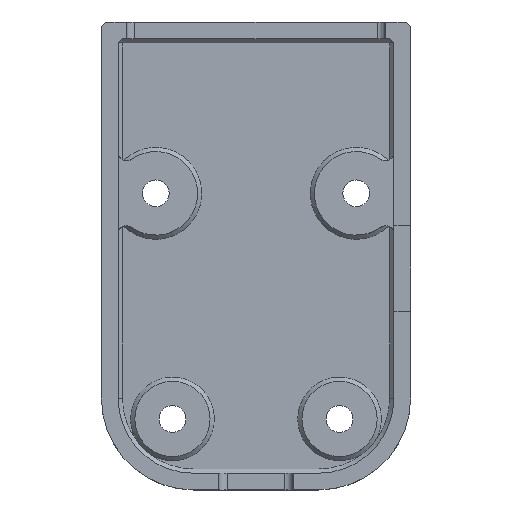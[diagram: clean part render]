
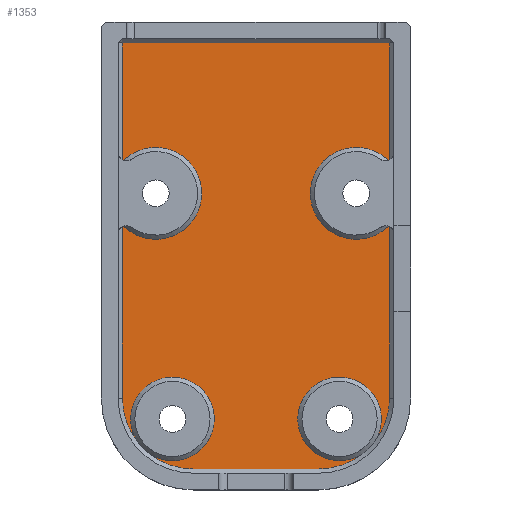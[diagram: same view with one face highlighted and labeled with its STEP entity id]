
A CAD part, top view. The second image highlights one B-rep face of the part: STEP entity #1353.
In plain terms, the highlighted planar face has unit normal (0, 0, 1).
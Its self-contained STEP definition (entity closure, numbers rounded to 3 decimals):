
#27=PLANE('',#1462);
#101=FACE_OUTER_BOUND('',#183,.T.);
#183=EDGE_LOOP('',(#947,#948,#949,#950,#951,#952,#953,#954,#955,#956,#957,
#958,#959,#960,#961,#962,#963,#964,#965,#966));
#280=LINE('',#2101,#408);
#281=LINE('',#2103,#409);
#282=LINE('',#2104,#410);
#283=LINE('',#2110,#411);
#284=LINE('',#2120,#412);
#285=LINE('',#2130,#413);
#408=VECTOR('',#1644,10.);
#409=VECTOR('',#1645,10.);
#410=VECTOR('',#1646,10.);
#411=VECTOR('',#1651,10.);
#412=VECTOR('',#1660,10.);
#413=VECTOR('',#1669,10.);
#532=CIRCLE('',#1452,1.);
#535=CIRCLE('',#1457,5.5);
#537=CIRCLE('',#1461,1.);
#538=CIRCLE('',#1463,5.5);
#539=CIRCLE('',#1464,1.);
#540=CIRCLE('',#1465,8.5);
#541=CIRCLE('',#1466,5.);
#542=CIRCLE('',#1467,5.);
#543=CIRCLE('',#1468,8.5);
#544=CIRCLE('',#1469,8.5);
#545=CIRCLE('',#1470,5.);
#546=CIRCLE('',#1471,5.);
#547=CIRCLE('',#1472,8.5);
#548=CIRCLE('',#1473,1.);
#600=VERTEX_POINT('',#2044);
#604=VERTEX_POINT('',#2059);
#607=VERTEX_POINT('',#2069);
#609=VERTEX_POINT('',#2081);
#613=VERTEX_POINT('',#2089);
#614=VERTEX_POINT('',#2100);
#615=VERTEX_POINT('',#2102);
#616=VERTEX_POINT('',#2105);
#617=VERTEX_POINT('',#2107);
#618=VERTEX_POINT('',#2109);
#619=VERTEX_POINT('',#2111);
#620=VERTEX_POINT('',#2113);
#621=VERTEX_POINT('',#2115);
#622=VERTEX_POINT('',#2117);
#623=VERTEX_POINT('',#2119);
#624=VERTEX_POINT('',#2121);
#625=VERTEX_POINT('',#2123);
#626=VERTEX_POINT('',#2125);
#627=VERTEX_POINT('',#2127);
#628=VERTEX_POINT('',#2129);
#730=EDGE_CURVE('',#600,#604,#532,.T.);
#734=EDGE_CURVE('',#600,#607,#535,.T.);
#741=EDGE_CURVE('',#609,#613,#537,.T.);
#742=EDGE_CURVE('',#614,#604,#280,.T.);
#743=EDGE_CURVE('',#615,#614,#281,.T.);
#744=EDGE_CURVE('',#609,#615,#282,.T.);
#745=EDGE_CURVE('',#616,#613,#538,.T.);
#746=EDGE_CURVE('',#616,#617,#539,.T.);
#747=EDGE_CURVE('',#618,#617,#283,.T.);
#748=EDGE_CURVE('',#619,#618,#540,.T.);
#749=EDGE_CURVE('',#620,#619,#541,.T.);
#750=EDGE_CURVE('',#621,#620,#542,.T.);
#751=EDGE_CURVE('',#622,#621,#543,.T.);
#752=EDGE_CURVE('',#623,#622,#284,.T.);
#753=EDGE_CURVE('',#624,#623,#544,.T.);
#754=EDGE_CURVE('',#625,#624,#545,.T.);
#755=EDGE_CURVE('',#626,#625,#546,.T.);
#756=EDGE_CURVE('',#627,#626,#547,.T.);
#757=EDGE_CURVE('',#628,#627,#285,.T.);
#758=EDGE_CURVE('',#628,#607,#548,.T.);
#947=ORIENTED_EDGE('',*,*,#730,.T.);
#948=ORIENTED_EDGE('',*,*,#742,.F.);
#949=ORIENTED_EDGE('',*,*,#743,.F.);
#950=ORIENTED_EDGE('',*,*,#744,.F.);
#951=ORIENTED_EDGE('',*,*,#741,.T.);
#952=ORIENTED_EDGE('',*,*,#745,.F.);
#953=ORIENTED_EDGE('',*,*,#746,.T.);
#954=ORIENTED_EDGE('',*,*,#747,.F.);
#955=ORIENTED_EDGE('',*,*,#748,.F.);
#956=ORIENTED_EDGE('',*,*,#749,.F.);
#957=ORIENTED_EDGE('',*,*,#750,.F.);
#958=ORIENTED_EDGE('',*,*,#751,.F.);
#959=ORIENTED_EDGE('',*,*,#752,.F.);
#960=ORIENTED_EDGE('',*,*,#753,.F.);
#961=ORIENTED_EDGE('',*,*,#754,.F.);
#962=ORIENTED_EDGE('',*,*,#755,.F.);
#963=ORIENTED_EDGE('',*,*,#756,.F.);
#964=ORIENTED_EDGE('',*,*,#757,.F.);
#965=ORIENTED_EDGE('',*,*,#758,.T.);
#966=ORIENTED_EDGE('',*,*,#734,.F.);
#1353=ADVANCED_FACE('',(#101),#27,.T.);
#1452=AXIS2_PLACEMENT_3D('',#2061,#1619,#1620);
#1457=AXIS2_PLACEMENT_3D('',#2070,#1630,#1631);
#1461=AXIS2_PLACEMENT_3D('',#2098,#1640,#1641);
#1462=AXIS2_PLACEMENT_3D('',#2099,#1642,#1643);
#1463=AXIS2_PLACEMENT_3D('',#2106,#1647,#1648);
#1464=AXIS2_PLACEMENT_3D('',#2108,#1649,#1650);
#1465=AXIS2_PLACEMENT_3D('',#2112,#1652,#1653);
#1466=AXIS2_PLACEMENT_3D('',#2114,#1654,#1655);
#1467=AXIS2_PLACEMENT_3D('',#2116,#1656,#1657);
#1468=AXIS2_PLACEMENT_3D('',#2118,#1658,#1659);
#1469=AXIS2_PLACEMENT_3D('',#2122,#1661,#1662);
#1470=AXIS2_PLACEMENT_3D('',#2124,#1663,#1664);
#1471=AXIS2_PLACEMENT_3D('',#2126,#1665,#1666);
#1472=AXIS2_PLACEMENT_3D('',#2128,#1667,#1668);
#1473=AXIS2_PLACEMENT_3D('',#2131,#1670,#1671);
#1619=DIRECTION('center_axis',(0.,0.,1.));
#1620=DIRECTION('ref_axis',(0.456,-0.89,0.));
#1630=DIRECTION('center_axis',(0.,0.,1.));
#1631=DIRECTION('ref_axis',(-1.,0.,0.));
#1640=DIRECTION('center_axis',(0.,0.,1.));
#1641=DIRECTION('ref_axis',(-0.456,-0.89,0.));
#1642=DIRECTION('center_axis',(0.,0.,1.));
#1643=DIRECTION('ref_axis',(1.,0.,0.));
#1644=DIRECTION('',(0.,-1.,0.));
#1645=DIRECTION('',(1.,0.,0.));
#1646=DIRECTION('',(0.,1.,0.));
#1647=DIRECTION('center_axis',(0.,0.,1.));
#1648=DIRECTION('ref_axis',(1.,0.,0.));
#1649=DIRECTION('center_axis',(0.,0.,1.));
#1650=DIRECTION('ref_axis',(-0.456,0.89,0.));
#1651=DIRECTION('',(0.,1.,0.));
#1652=DIRECTION('center_axis',(0.,0.,-1.));
#1653=DIRECTION('ref_axis',(-1.,0.,0.));
#1654=DIRECTION('center_axis',(0.,0.,1.));
#1655=DIRECTION('ref_axis',(1.,0.,0.));
#1656=DIRECTION('center_axis',(0.,0.,1.));
#1657=DIRECTION('ref_axis',(1.,0.,0.));
#1658=DIRECTION('center_axis',(0.,0.,-1.));
#1659=DIRECTION('ref_axis',(-1.,0.,0.));
#1660=DIRECTION('',(-1.,0.,0.));
#1661=DIRECTION('center_axis',(0.,0.,-1.));
#1662=DIRECTION('ref_axis',(0.,-1.,0.));
#1663=DIRECTION('center_axis',(0.,0.,1.));
#1664=DIRECTION('ref_axis',(1.,0.,0.));
#1665=DIRECTION('center_axis',(0.,0.,1.));
#1666=DIRECTION('ref_axis',(1.,0.,0.));
#1667=DIRECTION('center_axis',(0.,0.,-1.));
#1668=DIRECTION('ref_axis',(0.,-1.,0.));
#1669=DIRECTION('',(0.,-1.,0.));
#1670=DIRECTION('center_axis',(0.,0.,1.));
#1671=DIRECTION('ref_axis',(0.456,0.89,0.));
#2044=CARTESIAN_POINT('',(15.843,5.434,0.));
#2059=CARTESIAN_POINT('',(16.,5.507,0.));
#2061=CARTESIAN_POINT('Origin',(15.5,6.373,0.));
#2069=CARTESIAN_POINT('',(15.843,-2.434,0.));
#2070=CARTESIAN_POINT('Origin',(12.,1.5,0.));
#2081=CARTESIAN_POINT('',(-16.,5.507,0.));
#2089=CARTESIAN_POINT('',(-15.843,5.434,0.));
#2098=CARTESIAN_POINT('Origin',(-15.5,6.373,0.));
#2099=CARTESIAN_POINT('Origin',(0.,-6.,0.));
#2100=CARTESIAN_POINT('',(16.,19.5,0.));
#2101=CARTESIAN_POINT('',(16.,7.,0.));
#2102=CARTESIAN_POINT('',(-16.,19.5,0.));
#2103=CARTESIAN_POINT('',(-8.25,19.5,0.));
#2104=CARTESIAN_POINT('',(-16.,-14.5,0.));
#2105=CARTESIAN_POINT('',(-15.843,-2.434,0.));
#2106=CARTESIAN_POINT('Origin',(-12.,1.5,0.));
#2107=CARTESIAN_POINT('',(-16.,-2.507,0.));
#2108=CARTESIAN_POINT('Origin',(-15.5,-3.373,0.));
#2109=CARTESIAN_POINT('',(-16.,-23.,0.));
#2110=CARTESIAN_POINT('',(-16.,-14.5,0.));
#2111=CARTESIAN_POINT('',(-14.126,-28.324,0.));
#2112=CARTESIAN_POINT('Origin',(-7.5,-23.,0.));
#2113=CARTESIAN_POINT('',(-15.,-25.5,0.));
#2114=CARTESIAN_POINT('Origin',(-10.,-25.5,0.));
#2115=CARTESIAN_POINT('',(-12.824,-29.626,0.));
#2116=CARTESIAN_POINT('Origin',(-10.,-25.5,0.));
#2117=CARTESIAN_POINT('',(-7.5,-31.5,0.));
#2118=CARTESIAN_POINT('Origin',(-7.5,-23.,0.));
#2119=CARTESIAN_POINT('',(7.5,-31.5,0.));
#2120=CARTESIAN_POINT('',(3.75,-31.5,0.));
#2121=CARTESIAN_POINT('',(12.824,-29.626,0.));
#2122=CARTESIAN_POINT('Origin',(7.5,-23.,0.));
#2123=CARTESIAN_POINT('',(5.,-25.5,0.));
#2124=CARTESIAN_POINT('Origin',(10.,-25.5,0.));
#2125=CARTESIAN_POINT('',(14.126,-28.324,0.));
#2126=CARTESIAN_POINT('Origin',(10.,-25.5,0.));
#2127=CARTESIAN_POINT('',(16.,-23.,0.));
#2128=CARTESIAN_POINT('Origin',(7.5,-23.,0.));
#2129=CARTESIAN_POINT('',(16.,-2.507,0.));
#2130=CARTESIAN_POINT('',(16.,7.,0.));
#2131=CARTESIAN_POINT('Origin',(15.5,-3.373,0.));
